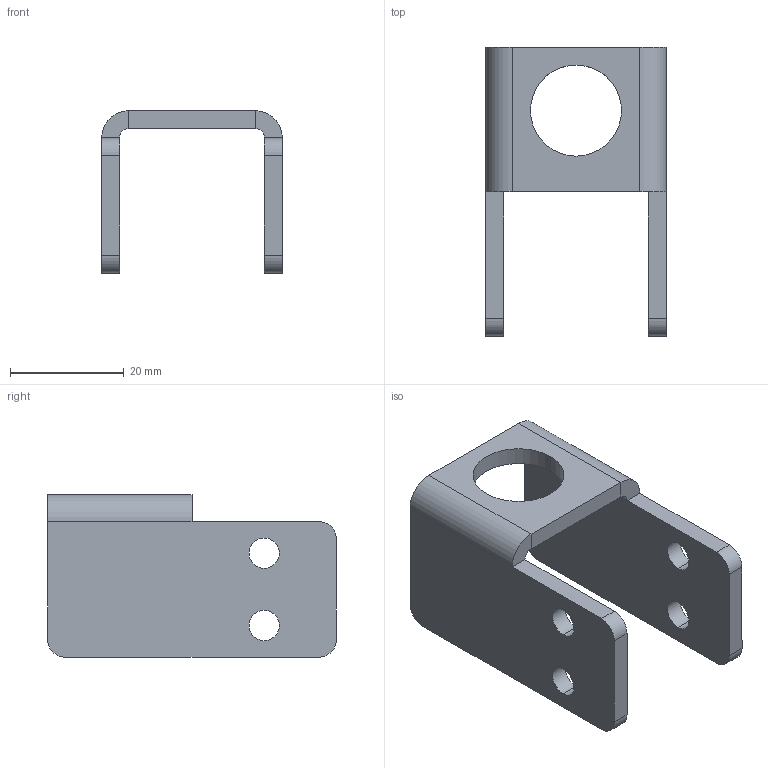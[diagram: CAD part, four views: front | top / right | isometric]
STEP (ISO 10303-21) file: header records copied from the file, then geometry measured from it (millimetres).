
FILE_DESCRIPTION (( 'STEP AP203' ), '1' );
FILE_NAME ('am-3065a Inline Cylinder Mount Bracket.STEP', '2022-05-12T17:52:31', ( '' ), ( '' ), 'SwSTEP 2.0', 'SolidWorks 2021', '' );
FILE_SCHEMA (( 'CONFIG_CONTROL_DESIGN' ));
Length unit declared in the file: inch
Products named in the file (1): am-3065a Inline Cylinder Mount Bracket
Bounding box: 31.75 x 50.8 x 28.57 mm (x, y, z)
Volume: 9329.3 mm3; surface area: 7214.3 mm2
Topology: 1 solids, 1 shells, 40 faces, 98 edges, 60 vertices
Faces by surface type: cylinder 20, plane 20
Entity records: 1273 total; most frequent: DIRECTION 220, CARTESIAN_POINT 199, ORIENTED_EDGE 196, EDGE_CURVE 98, AXIS2_PLACEMENT_3D 81, VERTEX_POINT 60, LINE 58, VECTOR 58
